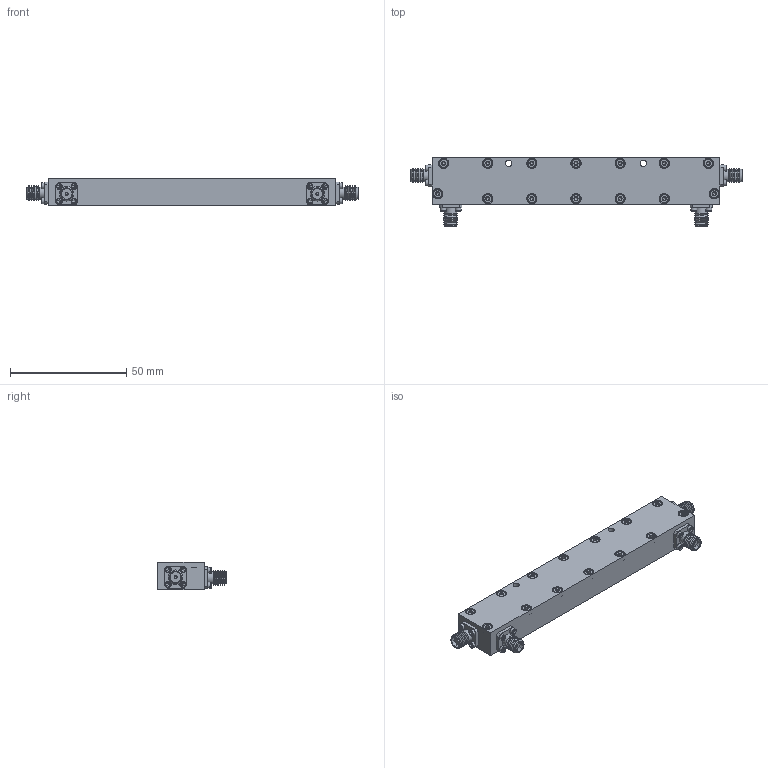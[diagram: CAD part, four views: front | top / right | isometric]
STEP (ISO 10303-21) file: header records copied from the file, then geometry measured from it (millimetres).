
FILE_DESCRIPTION(/* description */ ('Unknown'),/* implementation_level */ '2;1');
FILE_NAME(/* name */ 'DETI_MICROWAVE_DIRECTIONAL_COUPLER_001665_STEP',/* time_stamp */ '2021-06-07T16:00:25+02:00',/* author */ ('ALG'),/* organization */ ('DETI'),/* preprocessor_version */ 'ST-DEVELOPER v16.7',/* originating_system */ 'Solid Edge',/* authorisation */ 'Unknown');
FILE_SCHEMA (('AUTOMOTIVE_DESIGN {1 0 10303 214 3 1 1}'));
Length unit declared in the file: millimetre
Products named in the file (1): 002 076 01 14 01 XX A Boitier CD1-4 connectorisé2
Bounding box: 143 x 29.5 x 12 mm (x, y, z)
Volume: 25544.1 mm3; surface area: 16280.2 mm2
Topology: 1 solids, 56 shells, 810 faces, 1852 edges, 1198 vertices
Faces by surface type: plane 408, cylinder 184, cone 174, torus 44
Full cylindrical faces by diameter (mm): 1.1 x4, 1.221 x12, 1.27 x8, 1.4 x16, 1.567 x18, 1.8 x16, 2 x14, 2.2 x14, 2.6 x16, 2.7 x2, 3.8 x14, 4.1 x4, 4.4 x14, 4.6 x4, 5.3 x8
Entity records: 24957 total; most frequent: CARTESIAN_POINT 3641, DIRECTION 3254, ORIENTED_EDGE 2536, AXIS2_PLACEMENT_3D 1363, FACE_BOUND 1350, EDGE_LOOP 1290, EDGE_CURVE 1268, VERTEX_POINT 1054
